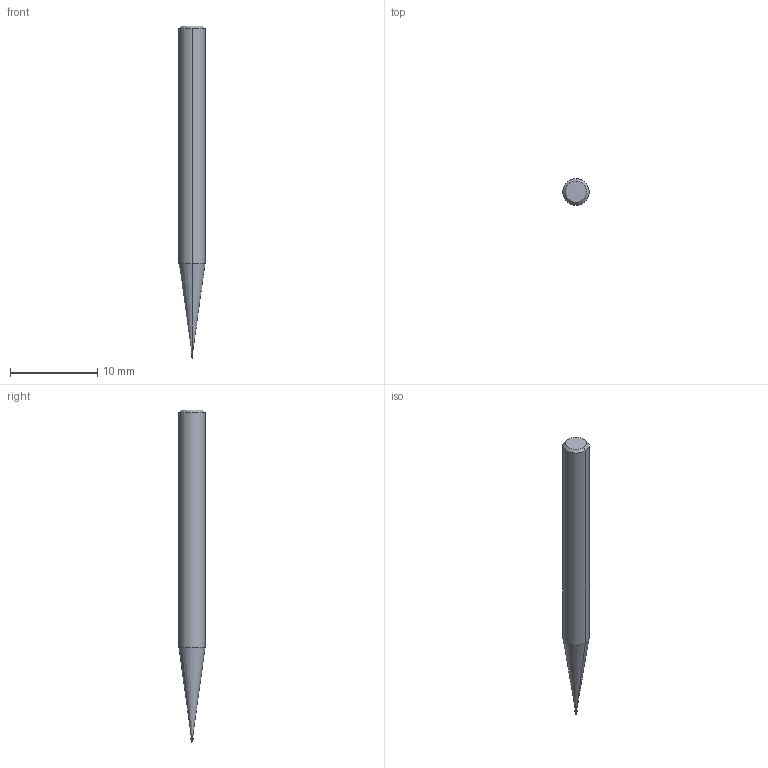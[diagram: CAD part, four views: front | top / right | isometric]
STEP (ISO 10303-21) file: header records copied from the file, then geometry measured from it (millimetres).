
FILE_DESCRIPTION(('no description'),'unknown implementation level');
FILE_NAME('K203103-0_25_3-Detail.stp',' ',('CIMSOURCE GmbH'),('CADClick - KiM GmbH - www.kimweb.de'),'unknown preprocess','ACIS','unknown authorization');
FILE_SCHEMA(('automotive_design'));
Length unit declared in the file: millimetre
Products named in the file (2): NOCUT; CUT
Bounding box: 3 x 3 x 38 mm (x, y, z)
Volume: 217.3 mm3; surface area: 313.1 mm2
Topology: 2 solids, 2 shells, 59 faces, 173 edges, 103 vertices
Faces by surface type: bspline 18, cone 14, plane 11, revolution 6, sphere 6, cylinder 4
Entity records: 5564 total; most frequent: CARTESIAN_POINT 2446, STYLED_ITEM 322, PRESENTATION_STYLE_ASSIGNMENT 322, COLOUR_RGB 322, ORIENTED_EDGE 316, DIRECTION 204, EDGE_CURVE 158, CURVE_STYLE 158
